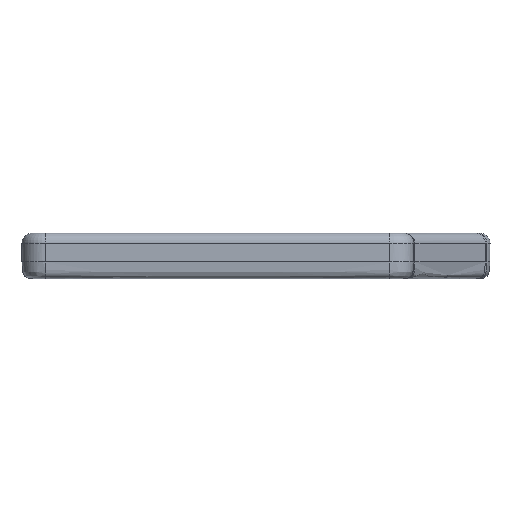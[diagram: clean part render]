
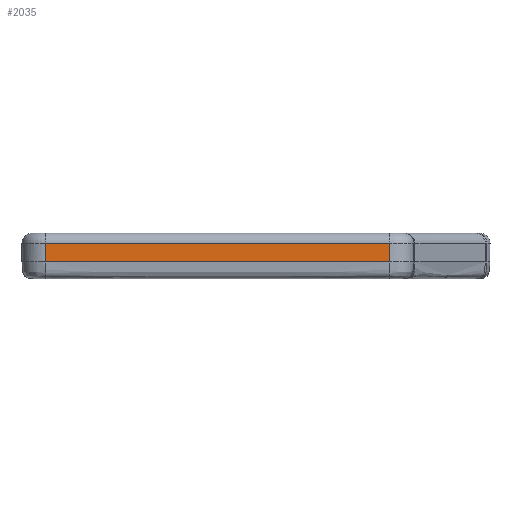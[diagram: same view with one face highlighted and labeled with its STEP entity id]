
A CAD part, left-side view. The second image highlights one B-rep face of the part: STEP entity #2035.
In plain terms, the highlighted planar face has unit normal (-1, 0, 0).
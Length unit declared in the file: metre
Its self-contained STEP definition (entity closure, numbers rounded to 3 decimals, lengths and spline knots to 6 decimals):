
#255=LINE('',#3302,#400);
#256=LINE('',#3311,#401);
#257=LINE('',#3313,#402);
#400=VECTOR('',#2513,1.);
#401=VECTOR('',#2518,1.);
#402=VECTOR('',#2519,1.);
#607=ORIENTED_EDGE('',*,*,#1211,.F.);
#608=ORIENTED_EDGE('',*,*,#1213,.T.);
#609=ORIENTED_EDGE('',*,*,#1214,.T.);
#610=ORIENTED_EDGE('',*,*,#1215,.T.);
#1211=EDGE_CURVE('',#1509,#1510,#255,.T.);
#1213=EDGE_CURVE('',#1509,#1511,#1621,.T.);
#1214=EDGE_CURVE('',#1511,#1512,#256,.T.);
#1215=EDGE_CURVE('',#1512,#1510,#257,.T.);
#1509=VERTEX_POINT('',#3301);
#1510=VERTEX_POINT('',#3303);
#1511=VERTEX_POINT('',#3310);
#1512=VERTEX_POINT('',#3312);
#1621=B_SPLINE_CURVE_WITH_KNOTS('',3,(#3306,#3307,#3308,#3309),
 .UNSPECIFIED.,.F.,.F.,(4,4),(0.,1.),.UNSPECIFIED.);
#1687=EDGE_LOOP('',(#607,#608,#609,#610));
#1838=FACE_BOUND('',#1687,.T.);
#1983=PLANE('',#2211);
#2035=ADVANCED_FACE('',(#1838),#1983,.F.);
#2211=AXIS2_PLACEMENT_3D('',#3305,#2516,#2517);
#2513=DIRECTION('',(0.,0.,1.));
#2516=DIRECTION('',(1.,0.,0.));
#2517=DIRECTION('',(0.,0.,-1.));
#2518=DIRECTION('',(0.,0.,1.));
#2519=DIRECTION('',(0.,1.,0.));
#3301=CARTESIAN_POINT('',(-0.19707,0.062231,-0.0045));
#3302=CARTESIAN_POINT('',(-0.19707,0.062231,-0.0095));
#3303=CARTESIAN_POINT('',(-0.19707,0.062231,0.001));
#3305=CARTESIAN_POINT('',(-0.19707,0.011427,-0.0095));
#3306=CARTESIAN_POINT('',(-0.19707,0.062231,-0.0045));
#3307=CARTESIAN_POINT('',(-0.19707,0.028362,-0.0045));
#3308=CARTESIAN_POINT('',(-0.19707,-0.005507,-0.0045));
#3309=CARTESIAN_POINT('',(-0.19707,-0.039376,-0.0045));
#3310=CARTESIAN_POINT('',(-0.19707,-0.039376,-0.0045));
#3311=CARTESIAN_POINT('',(-0.19707,-0.039376,-0.0095));
#3312=CARTESIAN_POINT('',(-0.19707,-0.039376,0.001));
#3313=CARTESIAN_POINT('',(-0.19707,0.062231,0.001));
